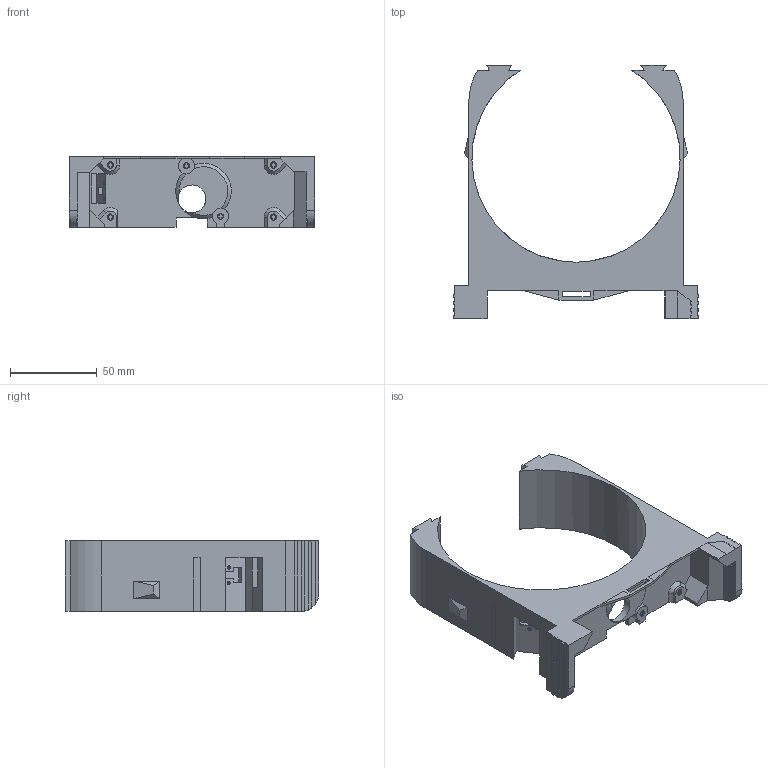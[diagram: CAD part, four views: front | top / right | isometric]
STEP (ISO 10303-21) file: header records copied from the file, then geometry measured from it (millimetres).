
FILE_DESCRIPTION(/* description */ ('','CAx-IF Rec.Pracs.---Representation and Presentation of Product Manufacturing Information (PMI)---4.0---2014-10-13'),/* implementation_level */ '2;1');
FILE_NAME(/* name */ 'Housing Large.step',/* time_stamp */ '2025-03-21T09:14:44+01:00',/* author */ (''),/* organization */ (''),/* preprocessor_version */ 'ST-DEVELOPER v20',/* originating_system */ 'Autodesk Translation Framework v13.20.0.188',/* authorisation */ '');
FILE_SCHEMA (('AP242_MANAGED_MODEL_BASED_3D_ENGINEERING_MIM_LF { 1 0 10303 442 1 1 4 }'));
Length unit declared in the file: millimetre
Products named in the file (2): Housing Large; Component2
Assembly tree (1 placements, depth 2):
  Housing Large
    Component2
Bounding box: 141.4 x 145.96 x 40.9 mm (x, y, z)
Volume: 135838.2 mm3; surface area: 49621.4 mm2
Topology: 1 solids, 1 shells, 557 faces, 1507 edges, 915 vertices
Faces by surface type: plane 228, cylinder 155, bspline 127, sphere 40, cone 7
Full cylindrical faces by diameter (mm): 3.6 x2, 16 x1
Entity records: 22060 total; most frequent: CARTESIAN_POINT 8828, ORIENTED_EDGE 2918, DIRECTION 2546, EDGE_CURVE 1459, AXIS2_PLACEMENT_3D 927, VERTEX_POINT 915, LINE 692, VECTOR 692
